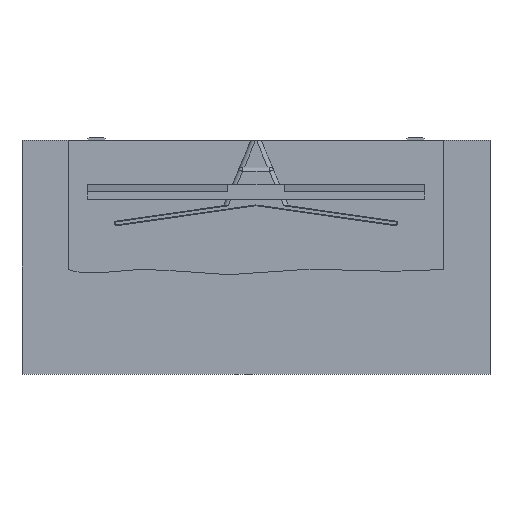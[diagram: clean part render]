
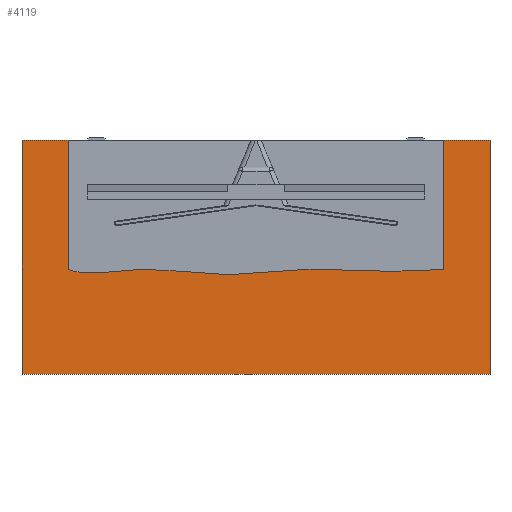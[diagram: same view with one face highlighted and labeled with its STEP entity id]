
A CAD part, top view. The second image highlights one B-rep face of the part: STEP entity #4119.
In plain terms, the highlighted planar face has unit normal (0, 0, 1).
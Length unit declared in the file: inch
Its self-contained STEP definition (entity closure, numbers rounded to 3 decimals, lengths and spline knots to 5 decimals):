
#482=FACE_OUTER_BOUND('',#719,.T.);
#719=EDGE_LOOP('',(#2817,#2818,#2819,#2820));
#1026=LINE('',#6093,#1444);
#1029=LINE('',#6099,#1447);
#1032=LINE('',#6105,#1450);
#1035=LINE('',#6109,#1453);
#1444=VECTOR('',#4823,40.);
#1447=VECTOR('',#4828,80.);
#1450=VECTOR('',#4833,40.);
#1453=VECTOR('',#4838,80.);
#1862=VERTEX_POINT('',#6090);
#1863=VERTEX_POINT('',#6092);
#1865=VERTEX_POINT('',#6098);
#1867=VERTEX_POINT('',#6104);
#2233=EDGE_CURVE('',#1863,#1862,#1026,.T.);
#2236=EDGE_CURVE('',#1865,#1863,#1029,.T.);
#2239=EDGE_CURVE('',#1867,#1865,#1032,.T.);
#2242=EDGE_CURVE('',#1862,#1867,#1035,.T.);
#2817=ORIENTED_EDGE('',*,*,#2242,.T.);
#2818=ORIENTED_EDGE('',*,*,#2239,.T.);
#2819=ORIENTED_EDGE('',*,*,#2236,.T.);
#2820=ORIENTED_EDGE('',*,*,#2233,.T.);
#3945=PLANE('',#4397);
#4119=ADVANCED_FACE('',(#482),#3945,.T.);
#4397=AXIS2_PLACEMENT_3D('',#6110,#4839,#4840);
#4823=DIRECTION('',(0.,-1.,0.));
#4828=DIRECTION('',(-1.,0.,0.));
#4833=DIRECTION('',(0.,1.,0.));
#4838=DIRECTION('',(1.,0.,0.));
#4839=DIRECTION('center_axis',(0.,0.,1.));
#4840=DIRECTION('ref_axis',(1.,0.,0.));
#6090=CARTESIAN_POINT('',(-40.,-20.,1.));
#6092=CARTESIAN_POINT('',(-40.,20.,1.));
#6093=CARTESIAN_POINT('',(-40.,20.,1.));
#6098=CARTESIAN_POINT('',(40.,20.,1.));
#6099=CARTESIAN_POINT('',(40.,20.,1.));
#6104=CARTESIAN_POINT('',(40.,-20.,1.));
#6105=CARTESIAN_POINT('',(40.,-20.,1.));
#6109=CARTESIAN_POINT('',(-40.,-20.,1.));
#6110=CARTESIAN_POINT('Origin',(0.,0.,1.));
